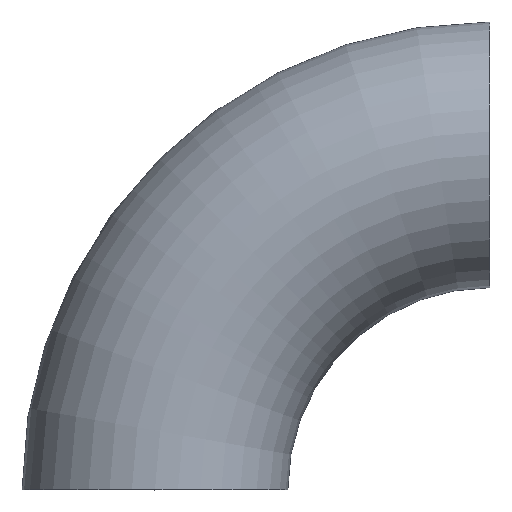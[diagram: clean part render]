
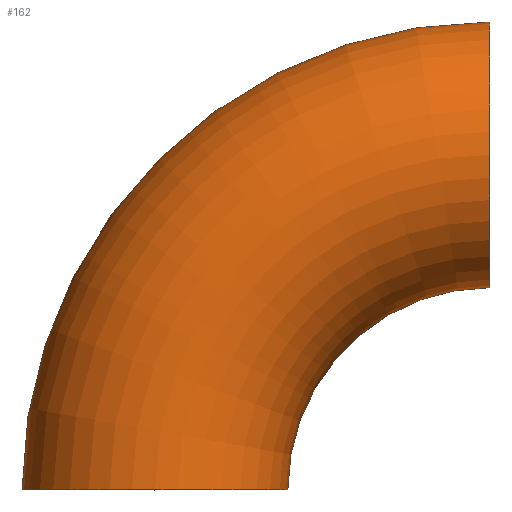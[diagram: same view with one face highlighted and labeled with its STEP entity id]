
A CAD part, top view. The second image highlights one B-rep face of the part: STEP entity #162.
In plain terms, the highlighted toroidal (fillet/blend) face has major radius 76 mm and minor radius 30.15 mm.
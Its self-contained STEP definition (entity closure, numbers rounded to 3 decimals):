
#2 = ORIENTED_EDGE ( 'NONE', *, *, #183, .F. ) ;
#4 = CARTESIAN_POINT ( 'NONE',  ( 76., 45.85, 0. ) ) ;
#17 = CARTESIAN_POINT ( 'NONE',  ( 76., 0., 0. ) ) ;
#29 = DIRECTION ( 'NONE',  ( 0., 0., 1. ) ) ;
#35 = AXIS2_PLACEMENT_3D ( 'NONE', #163, #58, #78 ) ;
#42 = DIRECTION ( 'NONE',  ( 0., 0., 1. ) ) ;
#54 = FACE_OUTER_BOUND ( 'NONE', #87, .T. ) ;
#56 = DIRECTION ( 'NONE',  ( 0., 0., 1. ) ) ;
#58 = DIRECTION ( 'NONE',  ( 0., 0., 1. ) ) ;
#62 = DIRECTION ( 'NONE',  ( 0., 1., 0. ) ) ;
#65 = DIRECTION ( 'NONE',  ( 1., 0., 0. ) ) ;
#67 = ORIENTED_EDGE ( 'NONE', *, *, #236, .F. ) ;
#68 = DIRECTION ( 'NONE',  ( 1., 0., 0. ) ) ;
#71 = CIRCLE ( 'NONE', #242, 30.15 ) ;
#78 = DIRECTION ( 'NONE',  ( 1., 0., 0. ) ) ;
#87 = EDGE_LOOP ( 'NONE', ( #2, #161, #214, #67 ) ) ;
#88 = AXIS2_PLACEMENT_3D ( 'NONE', #127, #65, #42 ) ;
#93 = CARTESIAN_POINT ( 'NONE',  ( 76., 0., 0. ) ) ;
#94 = CIRCLE ( 'NONE', #160, 106.15 ) ;
#104 = VERTEX_POINT ( 'NONE', #4 ) ;
#109 = TOROIDAL_SURFACE ( 'NONE', #35, 76., 30.15 ) ;
#111 = CARTESIAN_POINT ( 'NONE',  ( 0., 0., 0. ) ) ;
#113 = EDGE_CURVE ( 'NONE', #204, #200, #94, .T. ) ;
#114 = CARTESIAN_POINT ( 'NONE',  ( 76., 106.15, 0. ) ) ;
#127 = CARTESIAN_POINT ( 'NONE',  ( 76., 76., 0. ) ) ;
#131 = CARTESIAN_POINT ( 'NONE',  ( -30.15, 0., 0. ) ) ;
#138 = CIRCLE ( 'NONE', #88, 30.15 ) ;
#149 = EDGE_CURVE ( 'NONE', #200, #156, #71, .T. ) ;
#156 = VERTEX_POINT ( 'NONE', #167 ) ;
#160 = AXIS2_PLACEMENT_3D ( 'NONE', #17, #251, #253 ) ;
#161 = ORIENTED_EDGE ( 'NONE', *, *, #113, .T. ) ;
#162 = ADVANCED_FACE ( 'NONE', ( #54 ), #109, .T. ) ;
#163 = CARTESIAN_POINT ( 'NONE',  ( 76., 0., 0. ) ) ;
#167 = CARTESIAN_POINT ( 'NONE',  ( 30.15, 0., 0. ) ) ;
#183 = EDGE_CURVE ( 'NONE', #204, #104, #138, .T. ) ;
#200 = VERTEX_POINT ( 'NONE', #131 ) ;
#204 = VERTEX_POINT ( 'NONE', #114 ) ;
#210 = AXIS2_PLACEMENT_3D ( 'NONE', #93, #56, #68 ) ;
#214 = ORIENTED_EDGE ( 'NONE', *, *, #149, .T. ) ;
#215 = CIRCLE ( 'NONE', #210, 45.85 ) ;
#236 = EDGE_CURVE ( 'NONE', #104, #156, #215, .T. ) ;
#242 = AXIS2_PLACEMENT_3D ( 'NONE', #111, #62, #29 ) ;
#251 = DIRECTION ( 'NONE',  ( 0., 0., 1. ) ) ;
#253 = DIRECTION ( 'NONE',  ( 1., 0., 0. ) ) ;
